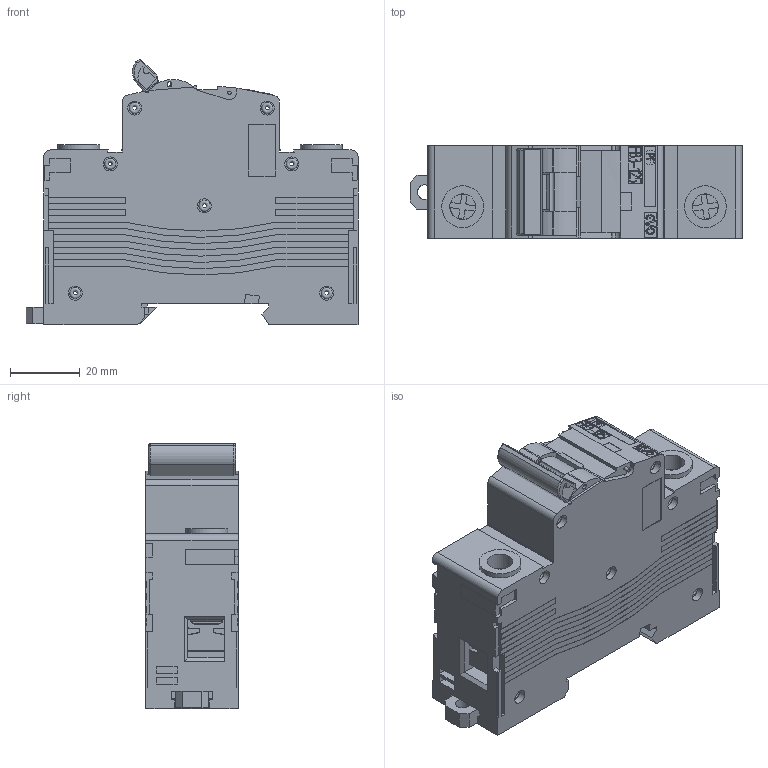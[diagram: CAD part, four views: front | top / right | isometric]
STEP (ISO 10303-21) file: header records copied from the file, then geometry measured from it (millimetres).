
FILE_DESCRIPTION(('STEP AP242'), '1');
FILE_NAME('栖闉罻 1-膼 砐錌劖鴇. EVO FB3', '', ('UNSPECIFIED'), ('UNSPECIFIED'), 'C3D Converter', 'C3D Toolkit', '');
FILE_SCHEMA(('AP242_MANAGED_MODEL_BASED_3D_ENGINEERING_MIM_LF { 1 0 10303 442 1 1 4 }'));
Length unit declared in the file: millimetre
Assembly tree (26 placements, depth 2):
  (unnamed)
    (unnamed)
    (unnamed)
    (unnamed)
    (unnamed)
    (unnamed)
    (unnamed)  x2
    (unnamed)  x2
    (unnamed)  x7
    (unnamed)  x5
    (unnamed)  x2
    (unnamed)
    (unnamed)
    (unnamed)
Bounding box: 95.1 x 26.5 x 75.94 mm (x, y, z)
Volume: 130491.8 mm3; surface area: 34458.8 mm2
Topology: 28 solids, 28 shells, 1227 faces, 3138 edges, 1969 vertices
Faces by surface type: plane 662, cylinder 264, extrusion 175, torus 70, sphere 34, bspline 20, cone 2
Full cylindrical faces by diameter (mm): 1 x2, 1.125 x14, 1.2 x14, 1.413 x2, 1.909 x1, 2 x7, 2.905 x1, 3.5 x2, 4 x16, 4.2 x1, 5 x4, 7.4 x2, 9 x2, 12 x2, 12.5 x1, 12.6 x1
Entity records: 33664 total; most frequent: CARTESIAN_POINT 7797, ORIENTED_EDGE 5260, DIRECTION 4536, EDGE_CURVE 2630, VECTOR 2014, LINE 1839, VERTEX_POINT 1739, AXIS2_PLACEMENT_3D 1261
